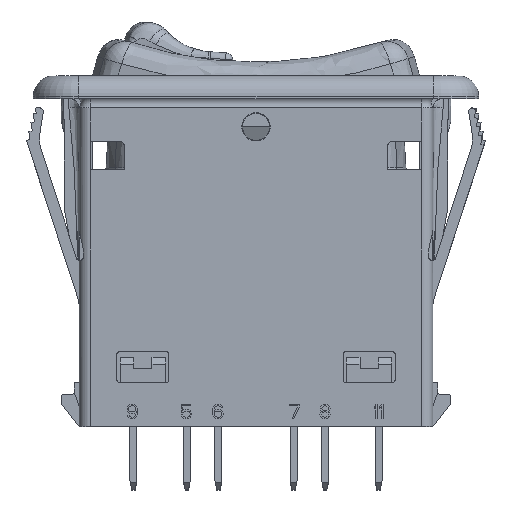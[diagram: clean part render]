
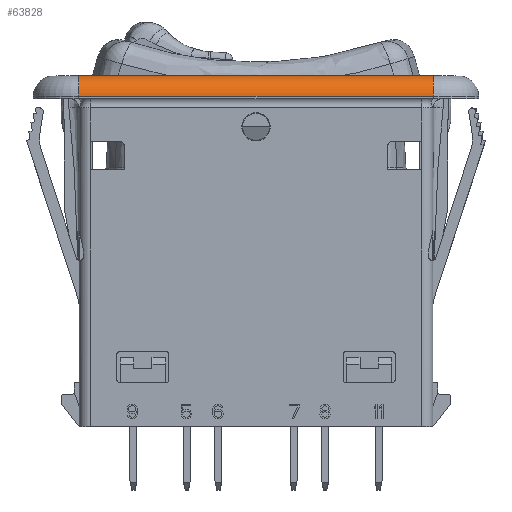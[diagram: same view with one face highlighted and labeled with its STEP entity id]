
A CAD part, top view. The second image highlights one B-rep face of the part: STEP entity #63828.
In plain terms, the highlighted cylindrical face has radius 2.286 mm (diameter 4.572 mm), a partial arc.
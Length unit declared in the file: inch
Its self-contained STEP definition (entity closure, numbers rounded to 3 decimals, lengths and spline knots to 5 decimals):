
#850=CARTESIAN_POINT('',(0.785,1.46,0.42));
#851=DIRECTION('',(1.,0.,0.));
#852=DIRECTION('',(0.,1.,0.));
#853=AXIS2_PLACEMENT_3D('',#850,#851,#852);
#855=DIRECTION('',(1.,0.,0.));
#856=VECTOR('',#855,1.57);
#857=CARTESIAN_POINT('',(-0.785,1.55,0.42));
#858=LINE('',#857,#856);
#859=DIRECTION('',(1.,0.,0.));
#860=VECTOR('',#859,1.57);
#861=CARTESIAN_POINT('',(-0.785,1.46,0.51));
#862=LINE('',#861,#860);
#863=CARTESIAN_POINT('',(-0.785,1.46,0.42));
#864=DIRECTION('',(1.,0.,0.));
#865=DIRECTION('',(0.,1.,0.));
#866=AXIS2_PLACEMENT_3D('',#863,#864,#865);
#54513=CARTESIAN_POINT('',(-0.785,1.55,0.42));
#54514=VERTEX_POINT('',#54513);
#54515=CARTESIAN_POINT('',(-0.785,1.46,0.51));
#54516=VERTEX_POINT('',#54515);
#54517=CARTESIAN_POINT('',(0.785,1.55,0.42));
#54518=VERTEX_POINT('',#54517);
#54519=CARTESIAN_POINT('',(0.785,1.46,0.51));
#54520=VERTEX_POINT('',#54519);
#63815=CARTESIAN_POINT('',(-0.78808,1.46,0.42));
#63816=DIRECTION('',(1.,0.,0.));
#63817=DIRECTION('',(0.,1.,0.));
#63818=AXIS2_PLACEMENT_3D('',#63815,#63816,#63817);
#63819=CYLINDRICAL_SURFACE('',#63818,0.09);
#63820=ORIENTED_EDGE('',*,*,#63675,.T.);
#63821=ORIENTED_EDGE('',*,*,#63810,.T.);
#63823=ORIENTED_EDGE('',*,*,#63822,.F.);
#63825=ORIENTED_EDGE('',*,*,#63824,.F.);
#63826=EDGE_LOOP('',(#63820,#63821,#63823,#63825));
#63827=FACE_OUTER_BOUND('',#63826,.F.);
#854=CIRCLE('',#853,0.09);
#867=CIRCLE('',#866,0.09);
#63675=EDGE_CURVE('',#54514,#54518,#858,.T.);
#63810=EDGE_CURVE('',#54518,#54520,#854,.T.);
#63822=EDGE_CURVE('',#54516,#54520,#862,.T.);
#63824=EDGE_CURVE('',#54514,#54516,#867,.T.);
#63828=ADVANCED_FACE('',(#63827),#63819,.T.);
